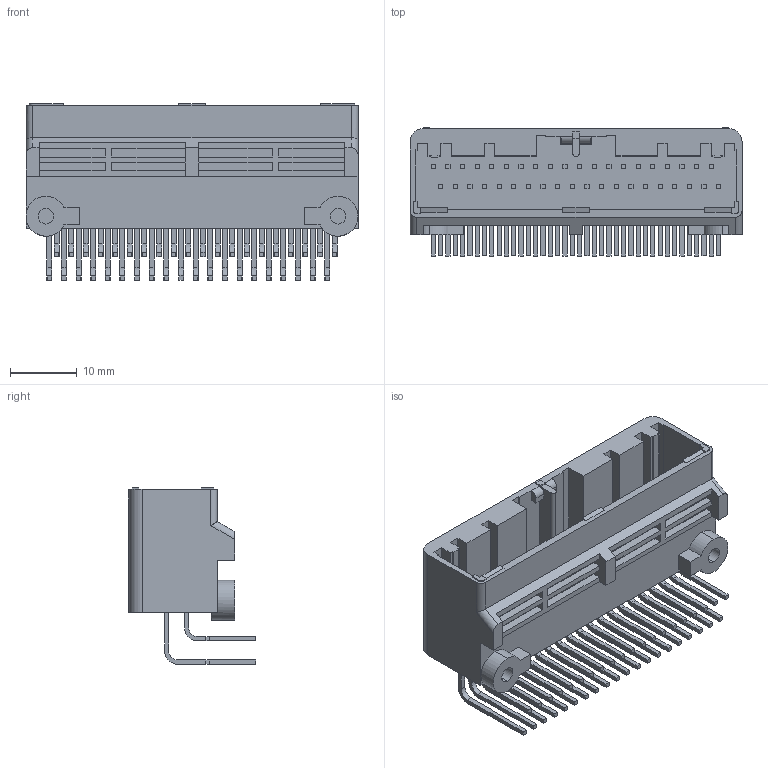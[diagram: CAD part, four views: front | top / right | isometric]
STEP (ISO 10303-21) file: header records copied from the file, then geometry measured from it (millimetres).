
FILE_DESCRIPTION (( 'STEP AP203' ), '1' );
FILE_NAME ('K3D-MX34040NF2-V2_JAE_Proprietary.step', '2022-11-30T06:04:09', ( '' ), ( '' ), 'SwSTEP 2.0', 'SolidWorks 2021', '' );
FILE_SCHEMA (( 'CONFIG_CONTROL_DESIGN' ));
Length unit declared in the file: millimetre
Products named in the file (1): K3D-MX34040NF2-V2_JAE_Proprietary
Bounding box: 49.9 x 19.2 x 26.52 mm (x, y, z)
Volume: 6579 mm3; surface area: 9078.6 mm2
Topology: 1 solids, 1 shells, 906 faces, 2456 edges, 1634 vertices
Faces by surface type: plane 804, cylinder 102
Entity records: 28169 total; most frequent: CARTESIAN_POINT 5009, ORIENTED_EDGE 4912, DIRECTION 4470, EDGE_CURVE 2456, LINE 2248, VECTOR 2248, VERTEX_POINT 1634, AXIS2_PLACEMENT_3D 1111
